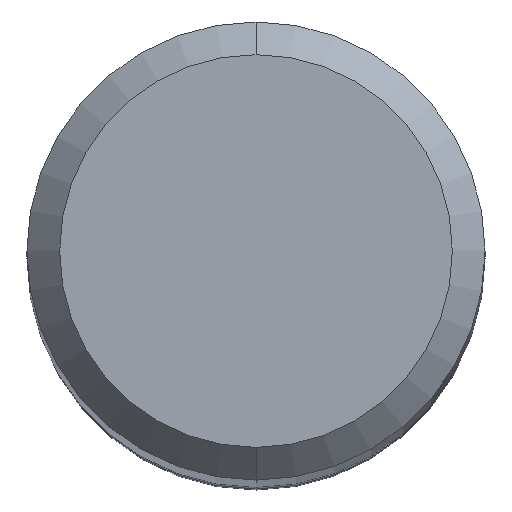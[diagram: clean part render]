
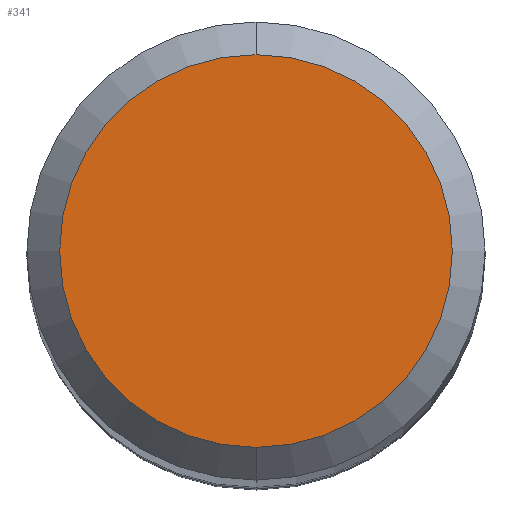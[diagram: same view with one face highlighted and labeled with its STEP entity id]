
A CAD part, top view. The second image highlights one B-rep face of the part: STEP entity #341.
In plain terms, the highlighted planar face has unit normal (0, 0, 1).
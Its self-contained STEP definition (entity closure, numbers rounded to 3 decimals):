
#285=VERTEX_POINT('',#535);
#291=VERTEX_POINT('',#541);
#313=EDGE_CURVE('',#285,#291,#566,.T.);
#331=EDGE_CURVE('',#291,#285,#588,.T.);
#341=ADVANCED_FACE('',(#598),#599,.T.);
#535=CARTESIAN_POINT('',(0.,-1.8,0.0));
#541=CARTESIAN_POINT('',(0.0,1.8,0.0));
#566=CIRCLE('',#872,1.8);
#588=CIRCLE('',#901,1.8);
#598=FACE_OUTER_BOUND('',#917,.T.);
#599=PLANE('',#918);
#872=AXIS2_PLACEMENT_3D('',#1187,#1188,#1189);
#901=AXIS2_PLACEMENT_3D('',#1222,#1223,#1224);
#917=EDGE_LOOP('',(#1229,#1230));
#918=AXIS2_PLACEMENT_3D('',#1231,#1232,#1233);
#1187=CARTESIAN_POINT('',(0.0,0.0,0.0));
#1188=DIRECTION('',(0.0,0.0,-1.0));
#1189=DIRECTION('',(0.0,1.0,0.0));
#1222=CARTESIAN_POINT('',(0.0,0.0,0.0));
#1223=DIRECTION('',(0.0,0.0,-1.0));
#1224=DIRECTION('',(0.0,1.0,0.0));
#1229=ORIENTED_EDGE('',*,*,#331,.F.);
#1230=ORIENTED_EDGE('',*,*,#313,.F.);
#1231=CARTESIAN_POINT('',(0.0,0.9,0.0));
#1232=DIRECTION('',(-0.0,0.0,1.0));
#1233=DIRECTION('',(0.0,-1.0,0.0));
